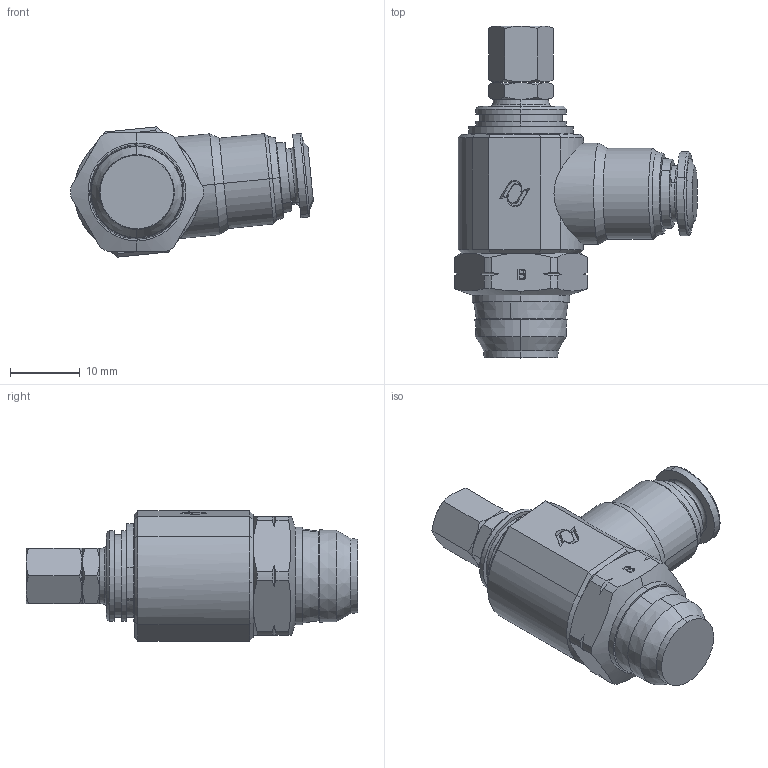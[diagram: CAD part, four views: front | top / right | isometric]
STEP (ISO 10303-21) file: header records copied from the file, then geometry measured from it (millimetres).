
FILE_DESCRIPTION (( 'STEP AP214' ), '1' );
FILE_NAME ('5792500009A.step', '2012-10-22T17:42:26', ( '' ), ( '' ), 'SwSTEP 2.0', 'SolidWorks 2012', '' );
FILE_SCHEMA (( 'AUTOMOTIVE_DESIGN' ));
Length unit declared in the file: millimetre
Products named in the file (1): 5792500009A
Bounding box: 34.76 x 47.5 x 18.65 mm (x, y, z)
Volume: 10247.2 mm3; surface area: 3673.7 mm2
Topology: 2 solids, 2 shells, 245 faces, 587 edges, 363 vertices
Faces by surface type: plane 96, cone 86, cylinder 47, bspline 10, torus 6
Entity records: 9088 total; most frequent: CARTESIAN_POINT 2218, ORIENTED_EDGE 1174, DIRECTION 1148, EDGE_CURVE 587, AXIS2_PLACEMENT_3D 447, VERTEX_POINT 363, EDGE_LOOP 264, LINE 254
